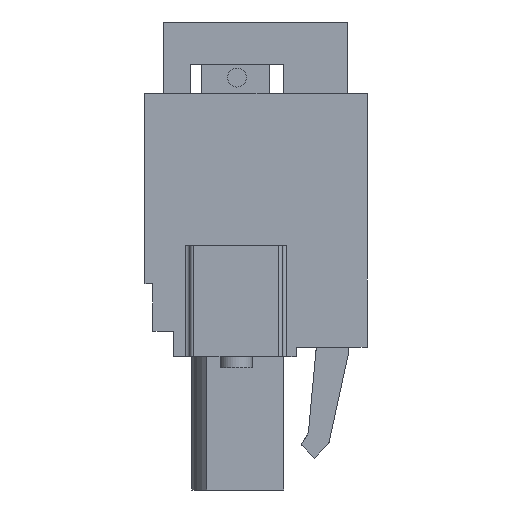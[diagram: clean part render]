
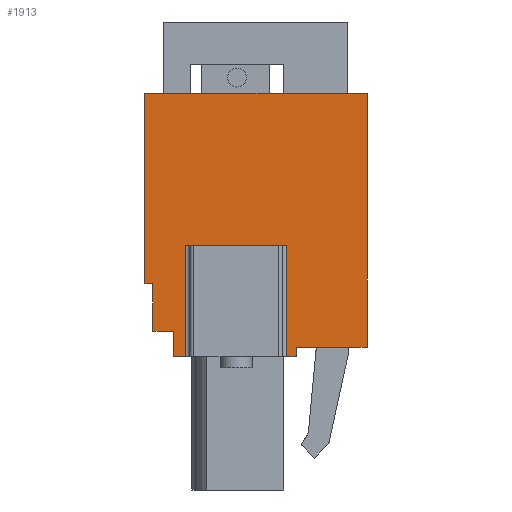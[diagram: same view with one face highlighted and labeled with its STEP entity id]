
A CAD part, left-side view. The second image highlights one B-rep face of the part: STEP entity #1913.
In plain terms, the highlighted planar face has unit normal (-1, 0, 0).
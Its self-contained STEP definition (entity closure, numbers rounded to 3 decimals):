
#1913 = ADVANCED_FACE( '', ( #4030 ), #4031, .F. );
#4030 = FACE_OUTER_BOUND( '', #6679, .T. );
#4031 = PLANE( '', #6680 );
#6679 = EDGE_LOOP( '', ( #12769, #12770, #12771, #12772, #12773, #12774, #12775, #12776, #12777, #12778, #12779, #12780, #12781, #12782 ) );
#6680 = AXIS2_PLACEMENT_3D( '', #12783, #12784, #12785 );
#12769 = ORIENTED_EDGE( '', *, *, #17852, .F. );
#12770 = ORIENTED_EDGE( '', *, *, #17853, .T. );
#12771 = ORIENTED_EDGE( '', *, *, #17841, .T. );
#12772 = ORIENTED_EDGE( '', *, *, #16782, .T. );
#12773 = ORIENTED_EDGE( '', *, *, #17620, .F. );
#12774 = ORIENTED_EDGE( '', *, *, #17854, .F. );
#12775 = ORIENTED_EDGE( '', *, *, #17303, .F. );
#12776 = ORIENTED_EDGE( '', *, *, #17855, .F. );
#12777 = ORIENTED_EDGE( '', *, *, #16691, .F. );
#12778 = ORIENTED_EDGE( '', *, *, #17492, .F. );
#12779 = ORIENTED_EDGE( '', *, *, #17856, .T. );
#12780 = ORIENTED_EDGE( '', *, *, #17677, .T. );
#12781 = ORIENTED_EDGE( '', *, *, #17857, .T. );
#12782 = ORIENTED_EDGE( '', *, *, #17858, .T. );
#12783 = CARTESIAN_POINT( '', ( -15.24, 0., 0. ) );
#12784 = DIRECTION( '', ( 1., 0., 0. ) );
#12785 = DIRECTION( '', ( 0., 0., -1. ) );
#16691 = EDGE_CURVE( '', #20409, #20411, #20412, .T. );
#16782 = EDGE_CURVE( '', #20553, #20557, #20559, .T. );
#17303 = EDGE_CURVE( '', #21325, #21326, #21327, .T. );
#17492 = EDGE_CURVE( '', #21601, #20409, #21603, .T. );
#17620 = EDGE_CURVE( '', #21775, #20557, #21778, .T. );
#17677 = EDGE_CURVE( '', #21839, #21858, #21860, .T. );
#17841 = EDGE_CURVE( '', #22069, #20553, #22070, .T. );
#17852 = EDGE_CURVE( '', #22085, #22086, #22087, .T. );
#17853 = EDGE_CURVE( '', #22085, #22069, #22088, .T. );
#17854 = EDGE_CURVE( '', #21326, #21775, #22089, .T. );
#17855 = EDGE_CURVE( '', #20411, #21325, #22090, .T. );
#17856 = EDGE_CURVE( '', #21601, #21839, #22091, .T. );
#17857 = EDGE_CURVE( '', #21858, #22092, #22093, .T. );
#17858 = EDGE_CURVE( '', #22092, #22086, #22094, .T. );
#20409 = VERTEX_POINT( '', #25643 );
#20411 = VERTEX_POINT( '', #25646 );
#20412 = LINE( '', #25647, #25648 );
#20553 = VERTEX_POINT( '', #25865 );
#20557 = VERTEX_POINT( '', #25870 );
#20559 = LINE( '', #25872, #25873 );
#21325 = VERTEX_POINT( '', #27009 );
#21326 = VERTEX_POINT( '', #27010 );
#21327 = LINE( '', #27011, #27012 );
#21601 = VERTEX_POINT( '', #27417 );
#21603 = LINE( '', #27420, #27421 );
#21775 = VERTEX_POINT( '', #27673 );
#21778 = LINE( '', #27677, #27678 );
#21839 = VERTEX_POINT( '', #27771 );
#21858 = VERTEX_POINT( '', #27801 );
#21860 = LINE( '', #27804, #27805 );
#22069 = VERTEX_POINT( '', #28114 );
#22070 = LINE( '', #28115, #28116 );
#22085 = VERTEX_POINT( '', #28132 );
#22086 = VERTEX_POINT( '', #28133 );
#22087 = LINE( '', #28134, #28135 );
#22088 = LINE( '', #28136, #28137 );
#22089 = LINE( '', #28138, #28139 );
#22090 = LINE( '', #28140, #28141 );
#22091 = LINE( '', #28142, #28143 );
#22092 = VERTEX_POINT( '', #28144 );
#22093 = LINE( '', #28145, #28146 );
#22094 = LINE( '', #28147, #28148 );
#25643 = CARTESIAN_POINT( '', ( -15.24, 7., 8.3 ) );
#25646 = CARTESIAN_POINT( '', ( -15.24, -7., 8.3 ) );
#25647 = CARTESIAN_POINT( '', ( -15.24, 7., 8.3 ) );
#25648 = VECTOR( '', #30529, 1000. );
#25865 = CARTESIAN_POINT( '', ( -15.24, -1.925, -1.3 ) );
#25870 = CARTESIAN_POINT( '', ( -15.24, -1.925, -8.3 ) );
#25872 = CARTESIAN_POINT( '', ( -15.24, -1.925, 0. ) );
#25873 = VECTOR( '', #30622, 1000. );
#27009 = CARTESIAN_POINT( '', ( -15.24, -7., -7.7 ) );
#27010 = CARTESIAN_POINT( '', ( -15.24, -2.55, -7.7 ) );
#27011 = CARTESIAN_POINT( '', ( -15.24, 0., -7.7 ) );
#27012 = VECTOR( '', #31115, 1000. );
#27417 = CARTESIAN_POINT( '', ( -15.24, 7., -3.7 ) );
#27420 = CARTESIAN_POINT( '', ( -15.24, 7., -8.3 ) );
#27421 = VECTOR( '', #31287, 1000. );
#27673 = CARTESIAN_POINT( '', ( -15.24, -2.55, -8.3 ) );
#27677 = CARTESIAN_POINT( '', ( -15.24, -7., -8.3 ) );
#27678 = VECTOR( '', #31408, 1000. );
#27771 = CARTESIAN_POINT( '', ( -15.24, 6.5, -3.7 ) );
#27801 = CARTESIAN_POINT( '', ( -15.24, 6.5, -6.7 ) );
#27804 = CARTESIAN_POINT( '', ( -15.24, 6.5, 0. ) );
#27805 = VECTOR( '', #31459, 1000. );
#28114 = CARTESIAN_POINT( '', ( -15.24, 4.425, -1.3 ) );
#28115 = CARTESIAN_POINT( '', ( -15.24, 4.175, -1.3 ) );
#28116 = VECTOR( '', #31599, 1000. );
#28132 = CARTESIAN_POINT( '', ( -15.24, 4.425, -8.3 ) );
#28133 = CARTESIAN_POINT( '', ( -15.24, 5.2, -8.3 ) );
#28134 = CARTESIAN_POINT( '', ( -15.24, -7., -8.3 ) );
#28135 = VECTOR( '', #31616, 1000. );
#28136 = CARTESIAN_POINT( '', ( -15.24, 4.425, 0. ) );
#28137 = VECTOR( '', #31617, 1000. );
#28138 = CARTESIAN_POINT( '', ( -15.24, -2.55, 0. ) );
#28139 = VECTOR( '', #31618, 1000. );
#28140 = CARTESIAN_POINT( '', ( -15.24, -7., 8.3 ) );
#28141 = VECTOR( '', #31619, 1000. );
#28142 = CARTESIAN_POINT( '', ( -15.24, 0., -3.7 ) );
#28143 = VECTOR( '', #31620, 1000. );
#28144 = CARTESIAN_POINT( '', ( -15.24, 5.2, -6.7 ) );
#28145 = CARTESIAN_POINT( '', ( -15.24, 0., -6.7 ) );
#28146 = VECTOR( '', #31621, 1000. );
#28147 = CARTESIAN_POINT( '', ( -15.24, 5.2, 0. ) );
#28148 = VECTOR( '', #31622, 1000. );
#30529 = DIRECTION( '', ( 0., -1., 0. ) );
#30622 = DIRECTION( '', ( 0., 0., -1. ) );
#31115 = DIRECTION( '', ( 0., 1., 0. ) );
#31287 = DIRECTION( '', ( 0., 0., 1. ) );
#31408 = DIRECTION( '', ( 0., 1., 0. ) );
#31459 = DIRECTION( '', ( 0., 0., -1. ) );
#31599 = DIRECTION( '', ( 0., -1., 0. ) );
#31616 = DIRECTION( '', ( 0., 1., 0. ) );
#31617 = DIRECTION( '', ( 0., 0., 1. ) );
#31618 = DIRECTION( '', ( 0., 0., -1. ) );
#31619 = DIRECTION( '', ( 0., 0., -1. ) );
#31620 = DIRECTION( '', ( 0., -1., 0. ) );
#31621 = DIRECTION( '', ( 0., -1., 0. ) );
#31622 = DIRECTION( '', ( 0., 0., -1. ) );
